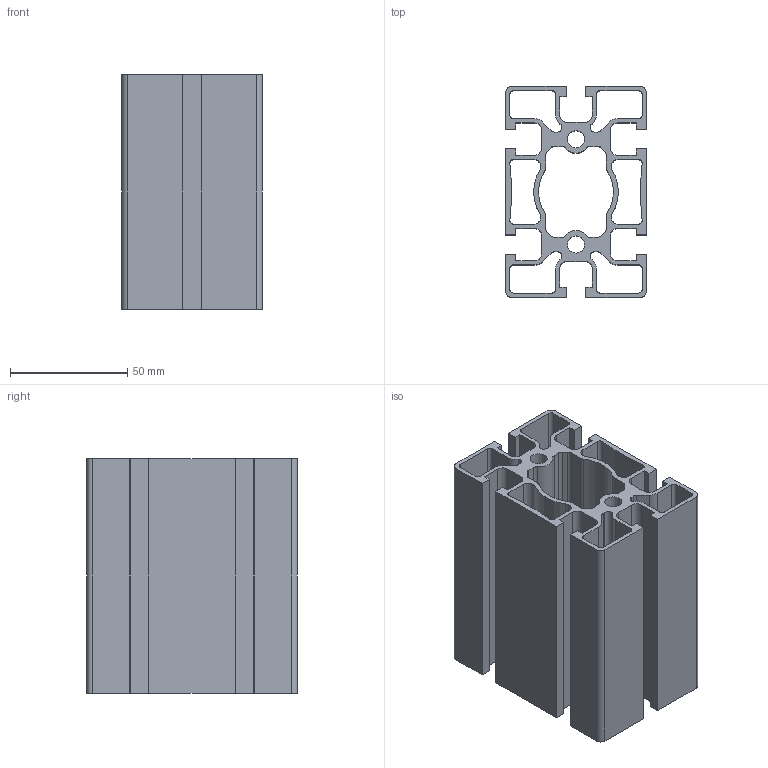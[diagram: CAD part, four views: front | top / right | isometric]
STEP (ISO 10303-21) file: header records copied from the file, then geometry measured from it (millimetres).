
FILE_DESCRIPTION(/* description */ (''),/* implementation_level */ '2;1');
FILE_NAME(/* name */ '106098.stp',/* time_stamp */ '2020-10-12T16:02:39+02:00',/* author */ ('jiri.spacek'),/* organization */ ('Alutec K&K'),/* preprocessor_version */ 'ST-DEVELOPER v18.1',/* originating_system */ 'Autodesk Inventor 2021',/* authorisation */ '');
FILE_SCHEMA (('AUTOMOTIVE_DESIGN { 1 0 10303 214 3 1 1 }'));
Length unit declared in the file: millimetre
Products named in the file (1): 106098
Bounding box: 60 x 90 x 100 mm (x, y, z)
Volume: 150248 mm3; surface area: 117826.2 mm2
Topology: 1 solids, 1 shells, 172 faces, 510 edges, 340 vertices
Faces by surface type: plane 94, cylinder 78
Full cylindrical faces by diameter (mm): 7.3 x2
Entity records: 5867 total; most frequent: CARTESIAN_POINT 1023, ORIENTED_EDGE 1020, DIRECTION 1012, EDGE_CURVE 510, LINE 354, VECTOR 354, VERTEX_POINT 340, AXIS2_PLACEMENT_3D 329
